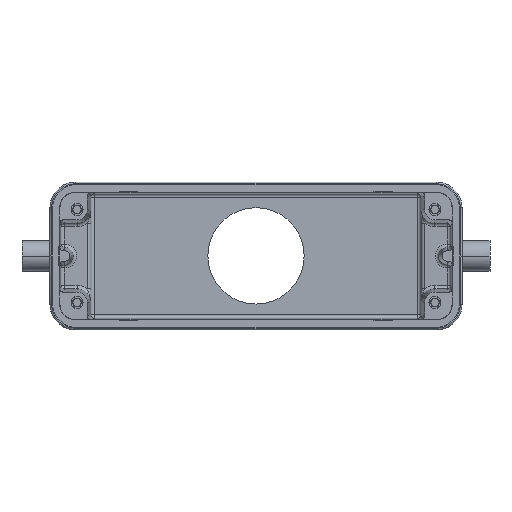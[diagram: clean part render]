
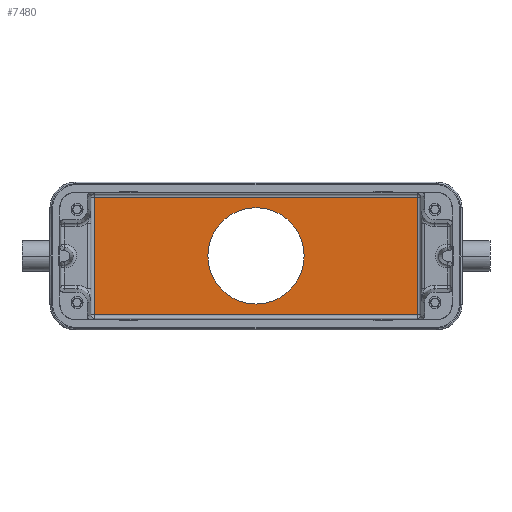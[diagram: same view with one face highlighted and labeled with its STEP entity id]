
A CAD part, front view. The second image highlights one B-rep face of the part: STEP entity #7480.
In plain terms, the highlighted planar face has unit normal (0, -1, 0).
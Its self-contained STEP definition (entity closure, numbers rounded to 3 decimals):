
#610=CARTESIAN_POINT('',(0.,52.,0.049));
#611=DIRECTION('',(0.,-1.,0.));
#612=DIRECTION('',(1.,0.,0.));
#613=AXIS2_PLACEMENT_3D('',#610,#611,#612);
#615=CARTESIAN_POINT('',(0.,52.,0.049));
#616=DIRECTION('',(0.,-1.,0.));
#617=DIRECTION('',(-1.,0.,0.));
#618=AXIS2_PLACEMENT_3D('',#615,#616,#617);
#620=DIRECTION('',(0.,0.,-1.));
#621=VECTOR('',#620,34.27);
#622=CARTESIAN_POINT('',(-47.,52.,17.135));
#623=LINE('',#622,#621);
#3873=DIRECTION('',(1.,0.,0.));
#3874=VECTOR('',#3873,94.);
#3875=CARTESIAN_POINT('',(-47.,52.,-17.135));
#3876=LINE('',#3875,#3874);
#3900=DIRECTION('',(0.,0.,1.));
#3901=VECTOR('',#3900,34.27);
#3902=CARTESIAN_POINT('',(47.,52.,-17.135));
#3903=LINE('',#3902,#3901);
#3923=DIRECTION('',(-1.,0.,0.));
#3924=VECTOR('',#3923,94.);
#3925=CARTESIAN_POINT('',(47.,52.,17.135));
#3926=LINE('',#3925,#3924);
#5516=CARTESIAN_POINT('',(-14.,52.,0.049));
#5517=VERTEX_POINT('',#5516);
#5518=CARTESIAN_POINT('',(14.,52.,0.049));
#5519=VERTEX_POINT('',#5518);
#5520=CARTESIAN_POINT('',(-47.,52.,17.135));
#5521=CARTESIAN_POINT('',(-47.,52.,-17.135));
#5522=VERTEX_POINT('',#5520);
#5523=VERTEX_POINT('',#5521);
#5524=CARTESIAN_POINT('',(47.,52.,17.135));
#5525=VERTEX_POINT('',#5524);
#5526=CARTESIAN_POINT('',(47.,52.,-17.135));
#5527=VERTEX_POINT('',#5526);
#7461=CARTESIAN_POINT('',(57.,52.,-18.5));
#7462=DIRECTION('',(0.,1.,0.));
#7463=DIRECTION('',(1.,0.,0.));
#7464=AXIS2_PLACEMENT_3D('',#7461,#7462,#7463);
#7465=PLANE('',#7464);
#7467=ORIENTED_EDGE('',*,*,#7466,.F.);
#7469=ORIENTED_EDGE('',*,*,#7468,.F.);
#7471=ORIENTED_EDGE('',*,*,#7470,.F.);
#7473=ORIENTED_EDGE('',*,*,#7472,.F.);
#7474=EDGE_LOOP('',(#7467,#7469,#7471,#7473));
#7475=FACE_OUTER_BOUND('',#7474,.F.);
#7476=ORIENTED_EDGE('',*,*,#7440,.T.);
#7477=ORIENTED_EDGE('',*,*,#7454,.T.);
#7478=EDGE_LOOP('',(#7476,#7477));
#7479=FACE_BOUND('',#7478,.F.);
#614=CIRCLE('',#613,14.);
#619=CIRCLE('',#618,14.);
#7440=EDGE_CURVE('',#5519,#5517,#614,.T.);
#7454=EDGE_CURVE('',#5517,#5519,#619,.T.);
#7466=EDGE_CURVE('',#5522,#5523,#623,.T.);
#7468=EDGE_CURVE('',#5525,#5522,#3926,.T.);
#7470=EDGE_CURVE('',#5527,#5525,#3903,.T.);
#7472=EDGE_CURVE('',#5523,#5527,#3876,.T.);
#7480=ADVANCED_FACE('',(#7475,#7479),#7465,.F.);
